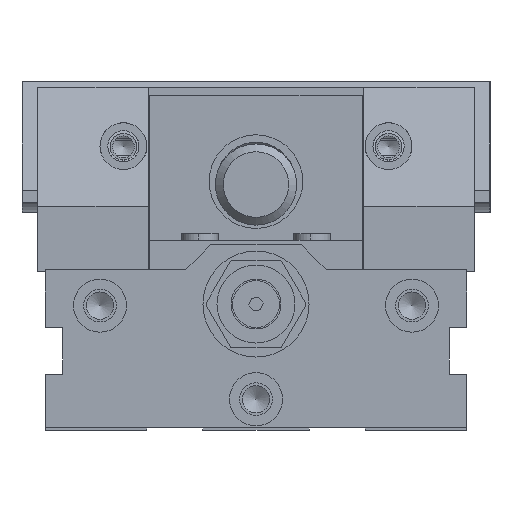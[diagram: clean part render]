
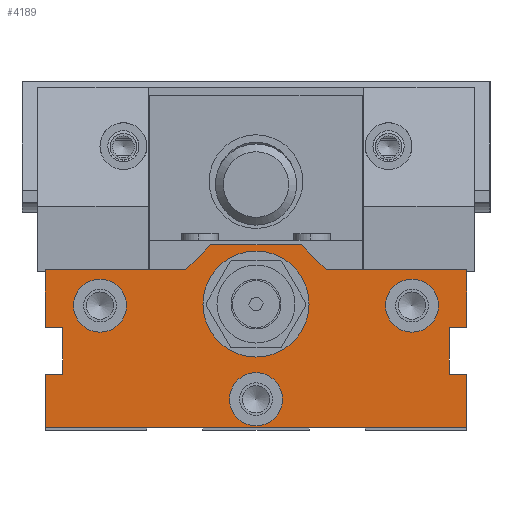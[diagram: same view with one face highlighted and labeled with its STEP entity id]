
A CAD part, left-side view. The second image highlights one B-rep face of the part: STEP entity #4189.
In plain terms, the highlighted planar face has unit normal (-1, 0, 0).
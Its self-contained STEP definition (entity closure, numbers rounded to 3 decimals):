
#1828=FACE_BOUND('',#7716,.T.);
#1829=FACE_BOUND('',#7717,.T.);
#1830=FACE_BOUND('',#7718,.T.);
#1831=FACE_BOUND('',#7719,.T.);
#1832=FACE_BOUND('',#7720,.T.);
#2721=PLANE('',#31210);
#4189=ADVANCED_FACE('',(#1828,#1829,#1830,#1831,#1832),#2721,.T.);
#7716=EDGE_LOOP('',(#14790,#14791,#14792,#14793,#14794,#14795,#14796,#14797,
#14798,#14799,#14800,#14801,#14802,#14803,#14804,#14805));
#7717=EDGE_LOOP('',(#14806));
#7718=EDGE_LOOP('',(#14807));
#7719=EDGE_LOOP('',(#14808));
#7720=EDGE_LOOP('',(#14809));
#9218=CIRCLE('',#31206,13.);
#9219=CIRCLE('',#31207,8.5);
#9220=CIRCLE('',#31208,8.5);
#9221=CIRCLE('',#31209,8.5);
#14790=ORIENTED_EDGE('',*,*,#23204,.F.);
#14791=ORIENTED_EDGE('',*,*,#23211,.T.);
#14792=ORIENTED_EDGE('',*,*,#23212,.F.);
#14793=ORIENTED_EDGE('',*,*,#23177,.F.);
#14794=ORIENTED_EDGE('',*,*,#23213,.F.);
#14795=ORIENTED_EDGE('',*,*,#23214,.F.);
#14796=ORIENTED_EDGE('',*,*,#23215,.F.);
#14797=ORIENTED_EDGE('',*,*,#23208,.F.);
#14798=ORIENTED_EDGE('',*,*,#23210,.F.);
#14799=ORIENTED_EDGE('',*,*,#23216,.F.);
#14800=ORIENTED_EDGE('',*,*,#23217,.F.);
#14801=ORIENTED_EDGE('',*,*,#23218,.F.);
#14802=ORIENTED_EDGE('',*,*,#23219,.F.);
#14803=ORIENTED_EDGE('',*,*,#23182,.F.);
#14804=ORIENTED_EDGE('',*,*,#23220,.F.);
#14805=ORIENTED_EDGE('',*,*,#23221,.T.);
#14806=ORIENTED_EDGE('',*,*,#23222,.T.);
#14807=ORIENTED_EDGE('',*,*,#23223,.F.);
#14808=ORIENTED_EDGE('',*,*,#23224,.T.);
#14809=ORIENTED_EDGE('',*,*,#23225,.T.);
#19546=VERTEX_POINT('',#46829);
#19547=VERTEX_POINT('',#46830);
#19550=VERTEX_POINT('',#46838);
#19552=VERTEX_POINT('',#46841);
#19570=VERTEX_POINT('',#46882);
#19571=VERTEX_POINT('',#46884);
#19572=VERTEX_POINT('',#46888);
#19573=VERTEX_POINT('',#46890);
#19574=VERTEX_POINT('',#46894);
#19575=VERTEX_POINT('',#46898);
#19576=VERTEX_POINT('',#46901);
#19577=VERTEX_POINT('',#46903);
#19578=VERTEX_POINT('',#46906);
#19579=VERTEX_POINT('',#46908);
#19580=VERTEX_POINT('',#46910);
#19581=VERTEX_POINT('',#46913);
#19582=VERTEX_POINT('',#46916);
#19583=VERTEX_POINT('',#46918);
#19584=VERTEX_POINT('',#46920);
#19585=VERTEX_POINT('',#46922);
#23177=EDGE_CURVE('',#19546,#19547,#26111,.T.);
#23182=EDGE_CURVE('',#19550,#19552,#26116,.T.);
#23204=EDGE_CURVE('',#19570,#19571,#26134,.T.);
#23208=EDGE_CURVE('',#19573,#19572,#26138,.T.);
#23210=EDGE_CURVE('',#19574,#19573,#26140,.T.);
#23211=EDGE_CURVE('',#19570,#19575,#26141,.T.);
#23212=EDGE_CURVE('',#19547,#19575,#26142,.T.);
#23213=EDGE_CURVE('',#19576,#19546,#26143,.T.);
#23214=EDGE_CURVE('',#19577,#19576,#26144,.T.);
#23215=EDGE_CURVE('',#19572,#19577,#26145,.T.);
#23216=EDGE_CURVE('',#19578,#19574,#26146,.T.);
#23217=EDGE_CURVE('',#19579,#19578,#26147,.T.);
#23218=EDGE_CURVE('',#19580,#19579,#26148,.T.);
#23219=EDGE_CURVE('',#19552,#19580,#26149,.T.);
#23220=EDGE_CURVE('',#19581,#19550,#26150,.T.);
#23221=EDGE_CURVE('',#19581,#19571,#26151,.T.);
#23222=EDGE_CURVE('',#19582,#19582,#9218,.T.);
#23223=EDGE_CURVE('',#19583,#19583,#9219,.T.);
#23224=EDGE_CURVE('',#19584,#19584,#9220,.T.);
#23225=EDGE_CURVE('',#19585,#19585,#9221,.T.);
#26111=LINE('',#46828,#28502);
#26116=LINE('',#46840,#28507);
#26134=LINE('',#46883,#28525);
#26138=LINE('',#46891,#28529);
#26140=LINE('',#46895,#28531);
#26141=LINE('',#46897,#28532);
#26142=LINE('',#46899,#28533);
#26143=LINE('',#46900,#28534);
#26144=LINE('',#46902,#28535);
#26145=LINE('',#46904,#28536);
#26146=LINE('',#46905,#28537);
#26147=LINE('',#46907,#28538);
#26148=LINE('',#46909,#28539);
#26149=LINE('',#46911,#28540);
#26150=LINE('',#46912,#28541);
#26151=LINE('',#46914,#28542);
#28502=VECTOR('',#37196,1.);
#28507=VECTOR('',#37203,1.);
#28525=VECTOR('',#37233,1.);
#28529=VECTOR('',#37239,1.);
#28531=VECTOR('',#37243,1.);
#28532=VECTOR('',#37246,1.);
#28533=VECTOR('',#37247,1.);
#28534=VECTOR('',#37248,1.);
#28535=VECTOR('',#37249,1.);
#28536=VECTOR('',#37250,1.);
#28537=VECTOR('',#37251,1.);
#28538=VECTOR('',#37252,1.);
#28539=VECTOR('',#37253,1.);
#28540=VECTOR('',#37254,1.);
#28541=VECTOR('',#37255,1.);
#28542=VECTOR('',#37256,1.);
#31206=AXIS2_PLACEMENT_3D('',#46915,#37257,#37258);
#31207=AXIS2_PLACEMENT_3D('',#46917,#37259,#37260);
#31208=AXIS2_PLACEMENT_3D('',#46919,#37261,#37262);
#31209=AXIS2_PLACEMENT_3D('',#46921,#37263,#37264);
#31210=AXIS2_PLACEMENT_3D('',#46923,#37265,#37266);
#37196=DIRECTION('',(0.,0.,1.));
#37203=DIRECTION('',(0.,0.,-1.));
#37233=DIRECTION('',(0.,-1.,0.));
#37239=DIRECTION('',(0.,0.,1.));
#37243=DIRECTION('',(0.,1.,0.));
#37246=DIRECTION('',(0.,0.707,-0.707));
#37247=DIRECTION('',(0.,-1.,0.));
#37248=DIRECTION('',(0.,1.,0.));
#37249=DIRECTION('',(0.,0.,1.));
#37250=DIRECTION('',(0.,-1.,0.));
#37251=DIRECTION('',(0.,0.,-1.));
#37252=DIRECTION('',(0.,-1.,0.));
#37253=DIRECTION('',(0.,0.,-1.));
#37254=DIRECTION('',(0.,1.,0.));
#37255=DIRECTION('',(0.,-1.,0.));
#37256=DIRECTION('',(0.,0.707,0.707));
#37257=DIRECTION('',(1.,0.,0.));
#37258=DIRECTION('',(0.,-1.,0.));
#37259=DIRECTION('',(-1.,0.,0.));
#37260=DIRECTION('',(0.,1.,0.));
#37261=DIRECTION('',(1.,0.,0.));
#37262=DIRECTION('',(0.,-1.,0.));
#37263=DIRECTION('',(1.,0.,0.));
#37264=DIRECTION('',(0.,-1.,0.));
#37265=DIRECTION('',(-1.,0.,0.));
#37266=DIRECTION('',(0.,1.,0.));
#46828=CARTESIAN_POINT('',(182.,143.811,30.461));
#46829=CARTESIAN_POINT('',(182.,143.811,37.211));
#46830=CARTESIAN_POINT('',(182.,143.811,55.711));
#46838=CARTESIAN_POINT('',(182.,8.811,55.711));
#46840=CARTESIAN_POINT('',(182.,8.811,30.461));
#46841=CARTESIAN_POINT('',(182.,8.811,37.211));
#46882=CARTESIAN_POINT('',(182.,90.811,63.711));
#46883=CARTESIAN_POINT('',(182.,76.311,63.711));
#46884=CARTESIAN_POINT('',(182.,61.811,63.711));
#46888=CARTESIAN_POINT('',(182.,143.811,22.211));
#46890=CARTESIAN_POINT('',(182.,143.811,5.211));
#46891=CARTESIAN_POINT('',(182.,143.811,30.461));
#46894=CARTESIAN_POINT('',(182.,8.811,5.211));
#46895=CARTESIAN_POINT('',(182.,76.311,5.211));
#46897=CARTESIAN_POINT('',(182.,100.186,54.336));
#46898=CARTESIAN_POINT('',(182.,98.811,55.711));
#46899=CARTESIAN_POINT('',(182.,76.311,55.711));
#46900=CARTESIAN_POINT('',(182.,76.311,37.211));
#46901=CARTESIAN_POINT('',(182.,138.311,37.211));
#46902=CARTESIAN_POINT('',(182.,138.311,30.461));
#46903=CARTESIAN_POINT('',(182.,138.311,22.211));
#46904=CARTESIAN_POINT('',(182.,76.311,22.211));
#46905=CARTESIAN_POINT('',(182.,8.811,30.461));
#46906=CARTESIAN_POINT('',(182.,8.811,22.211));
#46907=CARTESIAN_POINT('',(182.,76.311,22.211));
#46908=CARTESIAN_POINT('',(182.,14.311,22.211));
#46909=CARTESIAN_POINT('',(182.,14.311,30.461));
#46910=CARTESIAN_POINT('',(182.,14.311,37.211));
#46911=CARTESIAN_POINT('',(182.,76.311,37.211));
#46912=CARTESIAN_POINT('',(182.,76.311,55.711));
#46913=CARTESIAN_POINT('',(182.,53.811,55.711));
#46914=CARTESIAN_POINT('',(182.,52.436,54.336));
#46915=CARTESIAN_POINT('',(182.,76.311,44.711));
#46916=CARTESIAN_POINT('',(182.,63.311,44.711));
#46917=CARTESIAN_POINT('',(182.,26.311,44.211));
#46918=CARTESIAN_POINT('',(182.,34.811,44.211));
#46919=CARTESIAN_POINT('',(182.,76.311,14.211));
#46920=CARTESIAN_POINT('',(182.,67.811,14.211));
#46921=CARTESIAN_POINT('',(182.,126.311,44.211));
#46922=CARTESIAN_POINT('',(182.,117.811,44.211));
#46923=CARTESIAN_POINT('',(182.,76.311,30.461));
